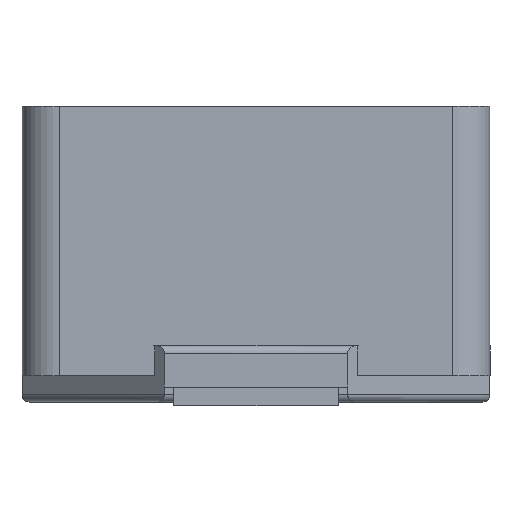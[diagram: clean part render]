
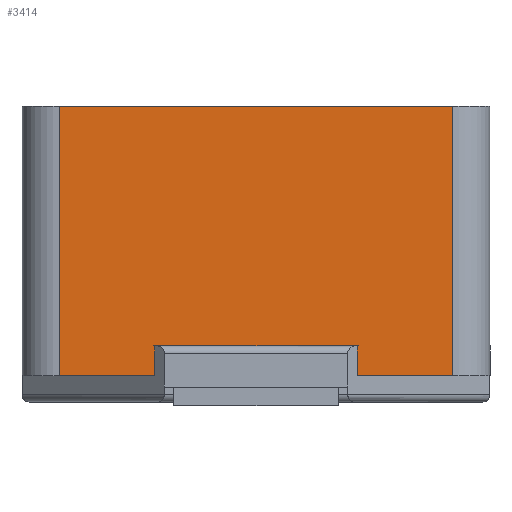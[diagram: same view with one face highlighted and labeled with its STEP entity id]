
A CAD part, left-side view. The second image highlights one B-rep face of the part: STEP entity #3414.
In plain terms, the highlighted planar face has unit normal (-1, 0, 0).
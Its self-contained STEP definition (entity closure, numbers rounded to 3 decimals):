
#377 = EDGE_CURVE ( 'NONE', #8506, #22864, #21998, .T. ) ;
#427 = LINE ( 'NONE', #2182, #11007 ) ;
#1403 = EDGE_LOOP ( 'NONE', ( #4409, #12694, #12650, #17610, #20238, #1909, #19121, #5826 ) ) ;
#1442 = CARTESIAN_POINT ( 'NONE',  ( -6.25, -6.25, 8. ) ) ;
#1909 = ORIENTED_EDGE ( 'NONE', *, *, #377, .T. ) ;
#2182 = CARTESIAN_POINT ( 'NONE',  ( -6.25, 5.25, 8. ) ) ;
#2260 = CARTESIAN_POINT ( 'NONE',  ( -6.25, -6.25, 0.8 ) ) ;
#2427 = DIRECTION ( 'NONE',  ( 0., 0., -1. ) ) ;
#2578 = VECTOR ( 'NONE', #22577, 1000. ) ;
#2945 = CARTESIAN_POINT ( 'NONE',  ( -6.25, -2.7, 0.8 ) ) ;
#3014 = LINE ( 'NONE', #5126, #6823 ) ;
#3232 = VERTEX_POINT ( 'NONE', #24257 ) ;
#3414 = ADVANCED_FACE ( 'NONE', ( #17117 ), #13440, .F. ) ;
#3785 = DIRECTION ( 'NONE',  ( 0., -1., 0. ) ) ;
#3968 = EDGE_CURVE ( 'NONE', #3232, #4182, #8307, .T. ) ;
#4182 = VERTEX_POINT ( 'NONE', #2945 ) ;
#4409 = ORIENTED_EDGE ( 'NONE', *, *, #4962, .T. ) ;
#4604 = CARTESIAN_POINT ( 'NONE',  ( -6.25, -2.7, 1.6 ) ) ;
#4962 = EDGE_CURVE ( 'NONE', #23812, #16018, #7721, .T. ) ;
#5049 = DIRECTION ( 'NONE',  ( 0., -1., 0. ) ) ;
#5051 = CARTESIAN_POINT ( 'NONE',  ( -6.25, -6.25, 8. ) ) ;
#5126 = CARTESIAN_POINT ( 'NONE',  ( -6.25, 2.7, 1.6 ) ) ;
#5378 = CARTESIAN_POINT ( 'NONE',  ( -6.25, 5.25, 8. ) ) ;
#5800 = VECTOR ( 'NONE', #3785, 1000. ) ;
#5826 = ORIENTED_EDGE ( 'NONE', *, *, #16184, .T. ) ;
#6398 = CARTESIAN_POINT ( 'NONE',  ( -6.25, -5.25, 0.8 ) ) ;
#6782 = DIRECTION ( 'NONE',  ( 0., 0., -1. ) ) ;
#6823 = VECTOR ( 'NONE', #10538, 1000. ) ;
#7034 = LINE ( 'NONE', #1442, #23662 ) ;
#7721 = LINE ( 'NONE', #2260, #2578 ) ;
#8307 = LINE ( 'NONE', #4604, #12871 ) ;
#8506 = VERTEX_POINT ( 'NONE', #6398 ) ;
#10462 = CARTESIAN_POINT ( 'NONE',  ( -6.25, 2.7, 0.8 ) ) ;
#10486 = EDGE_CURVE ( 'NONE', #14637, #22864, #7034, .T. ) ;
#10538 = DIRECTION ( 'NONE',  ( 0., 1., 0. ) ) ;
#10669 = CARTESIAN_POINT ( 'NONE',  ( -6.25, -5.25, 8. ) ) ;
#11007 = VECTOR ( 'NONE', #2427, 1000. ) ;
#12495 = CARTESIAN_POINT ( 'NONE',  ( -6.25, 5.25, 0.8 ) ) ;
#12650 = ORIENTED_EDGE ( 'NONE', *, *, #14467, .F. ) ;
#12659 = VECTOR ( 'NONE', #16548, 1000. ) ;
#12694 = ORIENTED_EDGE ( 'NONE', *, *, #17614, .F. ) ;
#12871 = VECTOR ( 'NONE', #14067, 1000. ) ;
#13440 = PLANE ( 'NONE',  #23816 ) ;
#14067 = DIRECTION ( 'NONE',  ( 0., 0., -1. ) ) ;
#14467 = EDGE_CURVE ( 'NONE', #3232, #19767, #3014, .T. ) ;
#14637 = VERTEX_POINT ( 'NONE', #5378 ) ;
#16018 = VERTEX_POINT ( 'NONE', #10462 ) ;
#16184 = EDGE_CURVE ( 'NONE', #14637, #23812, #427, .T. ) ;
#16548 = DIRECTION ( 'NONE',  ( 0., 0., 1. ) ) ;
#17117 = FACE_OUTER_BOUND ( 'NONE', #1403, .T. ) ;
#17610 = ORIENTED_EDGE ( 'NONE', *, *, #3968, .T. ) ;
#17614 = EDGE_CURVE ( 'NONE', #19767, #16018, #19612, .T. ) ;
#17998 = DIRECTION ( 'NONE',  ( 0., 0., -1. ) ) ;
#18285 = CARTESIAN_POINT ( 'NONE',  ( -6.25, -6.25, 0.8 ) ) ;
#18312 = CARTESIAN_POINT ( 'NONE',  ( -6.25, -5.25, 8. ) ) ;
#19121 = ORIENTED_EDGE ( 'NONE', *, *, #10486, .F. ) ;
#19263 = VECTOR ( 'NONE', #17998, 1000. ) ;
#19438 = DIRECTION ( 'NONE',  ( 1., 0., 0. ) ) ;
#19612 = LINE ( 'NONE', #23671, #19263 ) ;
#19767 = VERTEX_POINT ( 'NONE', #24056 ) ;
#20238 = ORIENTED_EDGE ( 'NONE', *, *, #23649, .T. ) ;
#20278 = LINE ( 'NONE', #18285, #5800 ) ;
#21998 = LINE ( 'NONE', #10669, #12659 ) ;
#22577 = DIRECTION ( 'NONE',  ( 0., -1., 0. ) ) ;
#22864 = VERTEX_POINT ( 'NONE', #18312 ) ;
#23649 = EDGE_CURVE ( 'NONE', #4182, #8506, #20278, .T. ) ;
#23662 = VECTOR ( 'NONE', #5049, 1000. ) ;
#23671 = CARTESIAN_POINT ( 'NONE',  ( -6.25, 2.7, 1.6 ) ) ;
#23812 = VERTEX_POINT ( 'NONE', #12495 ) ;
#23816 = AXIS2_PLACEMENT_3D ( 'NONE', #5051, #19438, #6782 ) ;
#24056 = CARTESIAN_POINT ( 'NONE',  ( -6.25, 2.7, 1.6 ) ) ;
#24257 = CARTESIAN_POINT ( 'NONE',  ( -6.25, -2.7, 1.6 ) ) ;
